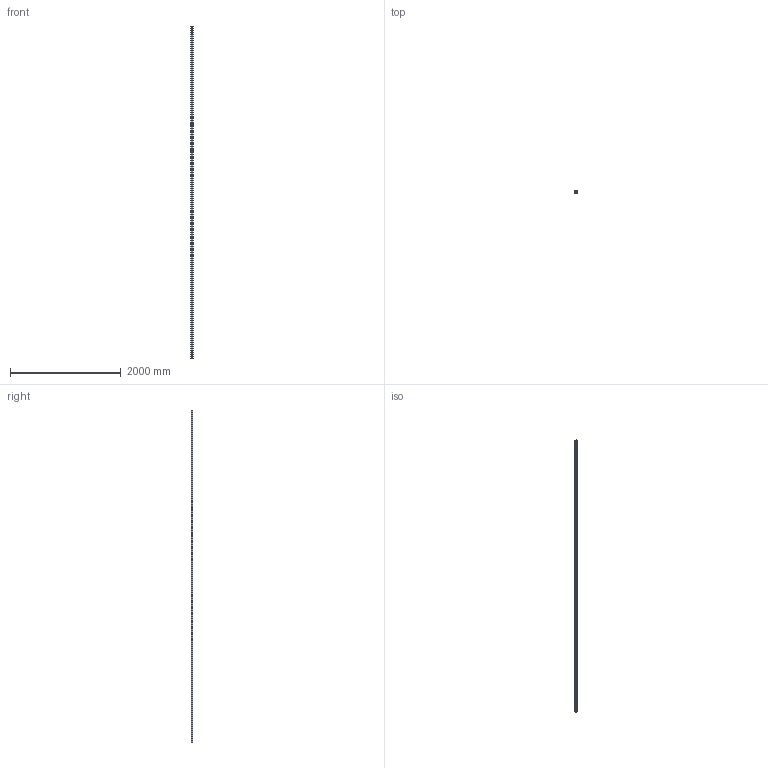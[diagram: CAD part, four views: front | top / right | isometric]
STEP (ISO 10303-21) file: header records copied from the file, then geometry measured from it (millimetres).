
FILE_DESCRIPTION((''),'2;1');
FILE_NAME('1121472','2012-08-21T',('AndreasKeweloh'),(''),'PRO/ENGINEER BY PARAMETRIC TECHNOLOGY CORPORATION, 2012130','PRO/ENGINEER BY PARAMETRIC TECHNOLOGY CORPORATION, 2012130','');
FILE_SCHEMA(('CONFIG_CONTROL_DESIGN'));
Length unit declared in the file: millimetre
Products named in the file (1): 1121472
Bounding box: 50 x 30 x 6000 mm (x, y, z)
Volume: 2258845.2 mm3; surface area: 1543999 mm2
Topology: 1 solids, 1 shells, 60 faces, 174 edges, 116 vertices
Faces by surface type: plane 30, cylinder 30
Entity records: 2060 total; most frequent: DIRECTION 354, CARTESIAN_POINT 350, ORIENTED_EDGE 348, EDGE_CURVE 174, AXIS2_PLACEMENT_3D 120, VERTEX_POINT 116, VECTOR 114, LINE 114
